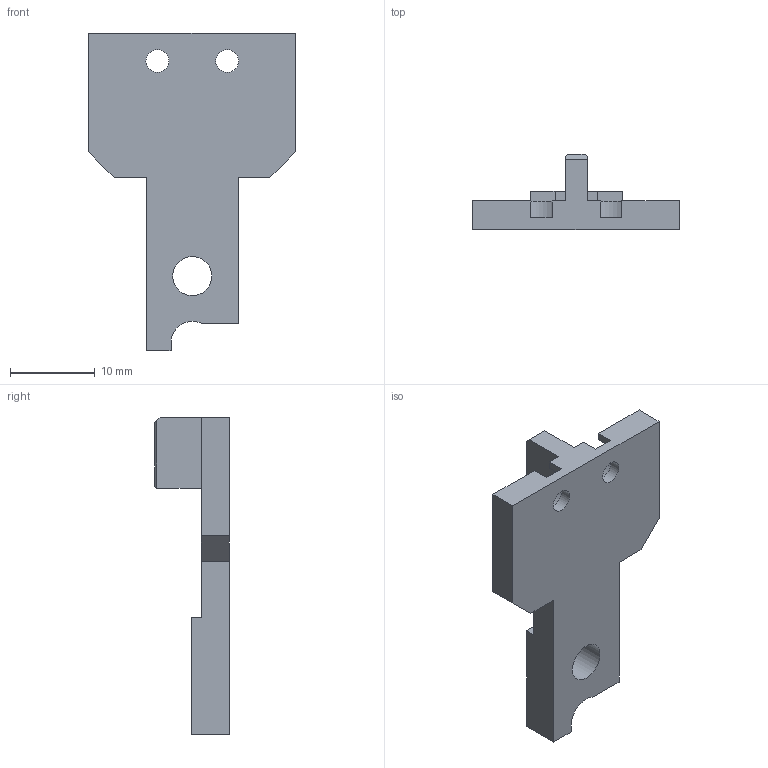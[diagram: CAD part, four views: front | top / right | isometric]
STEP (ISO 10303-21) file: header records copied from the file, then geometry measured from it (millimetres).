
FILE_DESCRIPTION(/* description */ (''),/* implementation_level */ '2;1');
FILE_NAME(/* name */ 'top_flag_plate_xbeam.step',/* time_stamp */ '2025-10-28T21:10:55-04:00',/* author */ (''),/* organization */ (''),/* preprocessor_version */ 'ST-DEVELOPER v20.1',/* originating_system */ 'Autodesk Translation Framework v14.17.0.0',/* authorisation */ '');
FILE_SCHEMA (('AUTOMOTIVE_DESIGN { 1 0 10303 214 3 1 1 }'));
Length unit declared in the file: millimetre
Products named in the file (2): (Unsaved); Top_Flag_Plate_XBeam
Assembly tree (1 placements, depth 2):
  (Unsaved)
    Top_Flag_Plate_XBeam
Bounding box: 24.35 x 8.81 x 37.45 mm (x, y, z)
Volume: 2045.1 mm3; surface area: 1940 mm2
Topology: 1 solids, 1 shells, 46 faces, 130 edges, 86 vertices
Faces by surface type: plane 38, cylinder 8
Full cylindrical faces by diameter (mm): 2.7 x2, 4.6 x1
Entity records: 1543 total; most frequent: CARTESIAN_POINT 265, ORIENTED_EDGE 260, DIRECTION 244, EDGE_CURVE 130, LINE 114, VECTOR 114, VERTEX_POINT 86, AXIS2_PLACEMENT_3D 65
